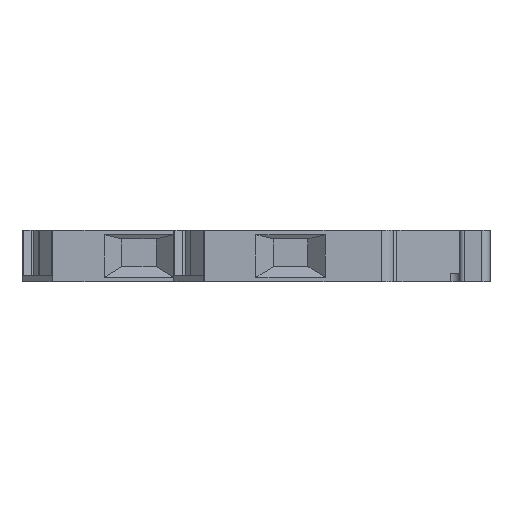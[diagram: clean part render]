
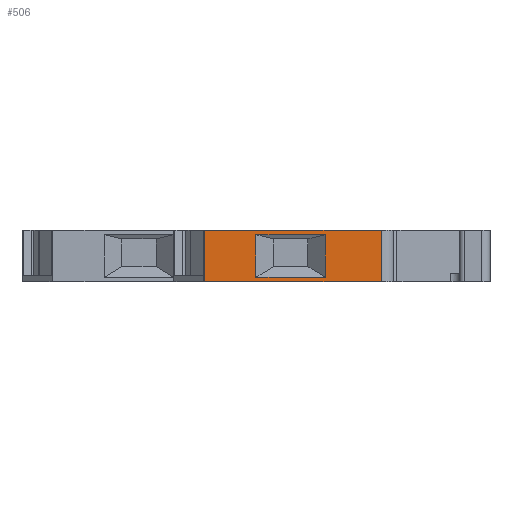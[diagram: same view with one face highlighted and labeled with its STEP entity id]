
A CAD part, left-side view. The second image highlights one B-rep face of the part: STEP entity #506.
In plain terms, the highlighted planar face has unit normal (-1, 0, 0).
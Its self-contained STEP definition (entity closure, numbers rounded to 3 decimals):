
#506 = ADVANCED_FACE( '    F583', ( #1743, #1744 ), #1745, .T. );
#1743 = FACE_BOUND( '', #3422, .T. );
#1744 = FACE_OUTER_BOUND( '', #3423, .T. );
#1745 = PLANE( '', #3424 );
#3422 = EDGE_LOOP( '', ( #5524, #5525, #5526, #5527 ) );
#3423 = EDGE_LOOP( '', ( #5528, #5529, #5530, #5531 ) );
#3424 = AXIS2_PLACEMENT_3D( '', #5532, #5533, #5534 );
#5524 = ORIENTED_EDGE( '', *, *, #9233, .T. );
#5525 = ORIENTED_EDGE( '', *, *, #9234, .T. );
#5526 = ORIENTED_EDGE( '', *, *, #9235, .T. );
#5527 = ORIENTED_EDGE( '', *, *, #9236, .T. );
#5528 = ORIENTED_EDGE( '', *, *, #9237, .T. );
#5529 = ORIENTED_EDGE( '', *, *, #9238, .F. );
#5530 = ORIENTED_EDGE( '', *, *, #9239, .T. );
#5531 = ORIENTED_EDGE( '', *, *, #9240, .T. );
#5532 = CARTESIAN_POINT( '', ( 27.12, -1.324, 54.69 ) );
#5533 = DIRECTION( '', ( -1., 0., 0. ) );
#5534 = DIRECTION( '', ( 0., 1., 0. ) );
#9233 = EDGE_CURVE( '', #10823, #10824, #10825, .T. );
#9234 = EDGE_CURVE( '', #10824, #10826, #10827, .F. );
#9235 = EDGE_CURVE( '', #10826, #10828, #10829, .F. );
#9236 = EDGE_CURVE( '', #10828, #10823, #10830, .T. );
#9237 = EDGE_CURVE( '', #10831, #10832, #10833, .F. );
#9238 = EDGE_CURVE( '', #10834, #10832, #10835, .F. );
#9239 = EDGE_CURVE( '', #10834, #10836, #10837, .T. );
#9240 = EDGE_CURVE( '', #10836, #10831, #10838, .F. );
#10823 = VERTEX_POINT( '', #13120 );
#10824 = VERTEX_POINT( '', #13121 );
#10825 = LINE( '', #13122, #13123 );
#10826 = VERTEX_POINT( '', #13124 );
#10827 = LINE( '', #13125, #13126 );
#10828 = VERTEX_POINT( '', #13127 );
#10829 = LINE( '', #13128, #13129 );
#10830 = LINE( '', #13130, #13131 );
#10831 = VERTEX_POINT( '', #13132 );
#10832 = VERTEX_POINT( '', #13133 );
#10833 = LINE( '', #13134, #13135 );
#10834 = VERTEX_POINT( '', #13136 );
#10835 = LINE( '', #13137, #13138 );
#10836 = VERTEX_POINT( '', #13139 );
#10837 = LINE( '', #13140, #13141 );
#10838 = LINE( '', #13142, #13143 );
#13120 = CARTESIAN_POINT( '', ( 27.12, 5.138, 49.24 ) );
#13121 = CARTESIAN_POINT( '', ( 27.12, 13.138, 49.24 ) );
#13122 = CARTESIAN_POINT( '', ( 27.12, -1.324, 49.24 ) );
#13123 = VECTOR( '', #15958, 1000. );
#13124 = CARTESIAN_POINT( '', ( 27.12, 13.138, 54.19 ) );
#13125 = CARTESIAN_POINT( '', ( 27.12, 13.138, 54.69 ) );
#13126 = VECTOR( '', #15959, 1000. );
#13127 = CARTESIAN_POINT( '', ( 27.12, 5.138, 54.19 ) );
#13128 = CARTESIAN_POINT( '', ( 27.12, -1.324, 54.19 ) );
#13129 = VECTOR( '', #15960, 1000. );
#13130 = CARTESIAN_POINT( '', ( 27.12, 5.138, 54.69 ) );
#13131 = VECTOR( '', #15961, 1000. );
#13132 = CARTESIAN_POINT( '', ( 27.12, -1.324, 48.74 ) );
#13133 = CARTESIAN_POINT( '', ( 27.12, -1.324, 54.69 ) );
#13134 = CARTESIAN_POINT( '', ( 27.12, -1.324, 54.69 ) );
#13135 = VECTOR( '', #15962, 1000. );
#13136 = CARTESIAN_POINT( '', ( 27.12, 19.08, 54.69 ) );
#13137 = CARTESIAN_POINT( '', ( 27.12, -13.867, 54.69 ) );
#13138 = VECTOR( '', #15963, 1000. );
#13139 = CARTESIAN_POINT( '', ( 27.12, 19.08, 48.74 ) );
#13140 = CARTESIAN_POINT( '', ( 27.12, 19.08, 54.69 ) );
#13141 = VECTOR( '', #15964, 1000. );
#13142 = CARTESIAN_POINT( '', ( 27.12, -1.324, 48.74 ) );
#13143 = VECTOR( '', #15965, 1000. );
#15958 = DIRECTION( '', ( 0., 1., 0. ) );
#15959 = DIRECTION( '', ( 0., 0., -1. ) );
#15960 = DIRECTION( '', ( 0., 1., 0. ) );
#15961 = DIRECTION( '', ( 0., 0., -1. ) );
#15962 = DIRECTION( '', ( 0., 0., -1. ) );
#15963 = DIRECTION( '', ( 0., 1., 0. ) );
#15964 = DIRECTION( '', ( 0., 0., -1. ) );
#15965 = DIRECTION( '', ( 0., 1., 0. ) );
